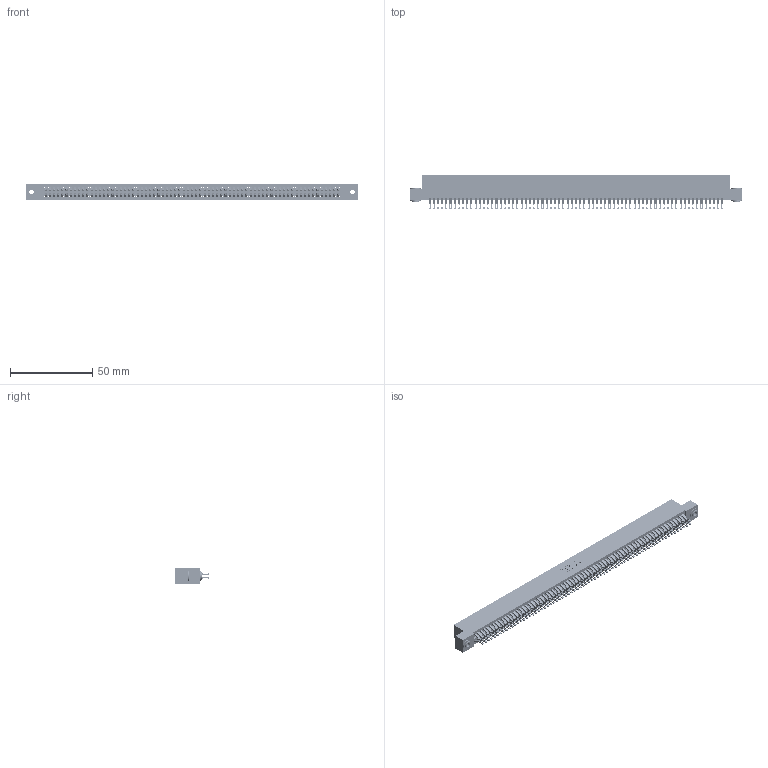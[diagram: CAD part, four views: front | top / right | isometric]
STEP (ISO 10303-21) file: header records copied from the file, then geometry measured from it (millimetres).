
FILE_DESCRIPTION (( 'STEP AP203' ), '1' );
FILE_NAME ('395-142-555-203.STEP', '2019-10-30T11:52:48', ( '' ), ( '' ), 'SwSTEP 2.0', 'SolidWorks 2016', '' );
FILE_SCHEMA (( 'CONFIG_CONTROL_DESIGN' ));
Length unit declared in the file: inch
Products named in the file (4): 345 Part_Flush Mounting Lugs - 0.156 Dia-TH; 345-292-001_555 Tail; 345-250-002_345-250-002-102; 395-142-555-203
Assembly tree (145 placements, depth 2):
  395-142-555-203
    345 Part_Flush Mounting Lugs - 0.156 Dia-TH
    345-292-001_555 Tail  x142
    345-250-002_345-250-002-102  x2
Bounding box: 201.55 x 21.13 x 9.4 mm (x, y, z)
Volume: 20279.1 mm3; surface area: 32175.1 mm2
Topology: 145 solids, 145 shells, 8116 faces, 25551 edges, 17030 vertices
Faces by surface type: plane 4492, cylinder 3616, cone 8
Entity records: 52780 total; most frequent: CARTESIAN_POINT 8829, ORIENTED_EDGE 8726, DIRECTION 7749, EDGE_CURVE 4363, LINE 3903, VECTOR 3903, VERTEX_POINT 2906, AXIS2_PLACEMENT_3D 1923
